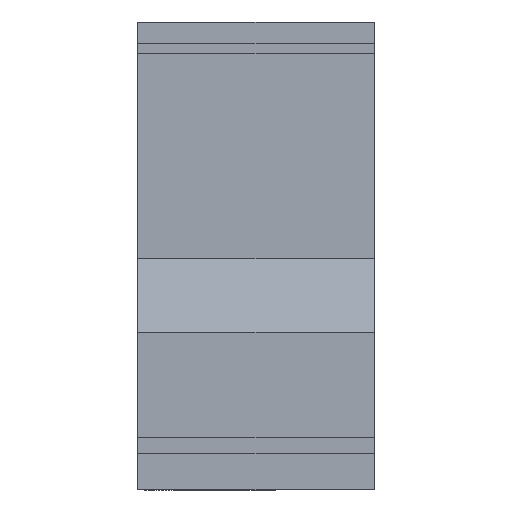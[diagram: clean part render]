
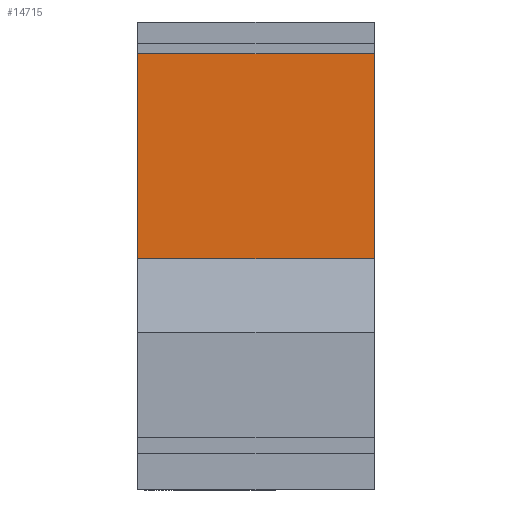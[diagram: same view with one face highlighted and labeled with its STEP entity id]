
A CAD part, front view. The second image highlights one B-rep face of the part: STEP entity #14715.
In plain terms, the highlighted planar face has unit normal (0, -1, 0).
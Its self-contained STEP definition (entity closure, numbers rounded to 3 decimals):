
#9574 = CARTESIAN_POINT ( 'NONE',  ( 22.5, 14., 44. ) ) ;
#9603 = CARTESIAN_POINT ( 'NONE',  ( 22.5, 14., 83. ) ) ;
#9633 = DIRECTION ( 'NONE',  ( 0., 0., -1. ) ) ;
#9634 = VECTOR ( 'NONE', #9633, 1000. ) ;
#9635 = CARTESIAN_POINT ( 'NONE',  ( 22.5, 14., 44. ) ) ;
#9636 = LINE ( 'NONE', #9635, #9634 ) ;
#9799 = CARTESIAN_POINT ( 'NONE',  ( -22.5, 14., 83. ) ) ;
#9800 = DIRECTION ( 'NONE',  ( 0., 0., -1. ) ) ;
#9801 = VECTOR ( 'NONE', #9800, 1000. ) ;
#9802 = CARTESIAN_POINT ( 'NONE',  ( -22.5, 14., 44. ) ) ;
#9803 = LINE ( 'NONE', #9802, #9801 ) ;
#9849 = CARTESIAN_POINT ( 'NONE',  ( -22.5, 14., 44. ) ) ;
#10009 = FACE_OUTER_BOUND ( 'NONE', #14716, .T. ) ;
#10049 = DIRECTION ( 'NONE',  ( 0., 0., -1. ) ) ;
#10050 = DIRECTION ( 'NONE',  ( 0., -1., 0. ) ) ;
#10051 = CARTESIAN_POINT ( 'NONE',  ( -22.5, 14., 44. ) ) ;
#10052 = AXIS2_PLACEMENT_3D ( 'NONE', #10051, #10050, #10049 ) ;
#10054 = PLANE ( 'NONE',  #10052 ) ;
#10079 = DIRECTION ( 'NONE',  ( 1., 0., 0. ) ) ;
#10080 = VECTOR ( 'NONE', #10079, 1000. ) ;
#10081 = CARTESIAN_POINT ( 'NONE',  ( -22.5, 14., 44. ) ) ;
#10082 = LINE ( 'NONE', #10081, #10080 ) ;
#10118 = DIRECTION ( 'NONE',  ( 1., 0., 0. ) ) ;
#10119 = VECTOR ( 'NONE', #10118, 1000. ) ;
#10120 = CARTESIAN_POINT ( 'NONE',  ( -22.5, 14., 83. ) ) ;
#10121 = LINE ( 'NONE', #10120, #10119 ) ;
#14506 = VERTEX_POINT ( 'NONE', #9603 ) ;
#14517 = VERTEX_POINT ( 'NONE', #9574 ) ;
#14518 = EDGE_CURVE ( 'NONE', #14506, #14517, #9636, .T. ) ;
#14629 = EDGE_CURVE ( 'NONE', #14630, #14635, #9803, .T. ) ;
#14630 = VERTEX_POINT ( 'NONE', #9799 ) ;
#14635 = VERTEX_POINT ( 'NONE', #9849 ) ;
#14715 = ADVANCED_FACE ( 'NONE', ( #10009 ), #10054, .T. ) ;
#14716 = EDGE_LOOP ( 'NONE', ( #14764, #14765, #14733, #14756 ) ) ;
#14722 = EDGE_CURVE ( 'NONE', #14635, #14517, #10082, .T. ) ;
#14733 = ORIENTED_EDGE ( 'NONE', *, *, #14744, .F. ) ;
#14744 = EDGE_CURVE ( 'NONE', #14630, #14506, #10121, .T. ) ;
#14756 = ORIENTED_EDGE ( 'NONE', *, *, #14629, .T. ) ;
#14764 = ORIENTED_EDGE ( 'NONE', *, *, #14722, .T. ) ;
#14765 = ORIENTED_EDGE ( 'NONE', *, *, #14518, .F. ) ;
